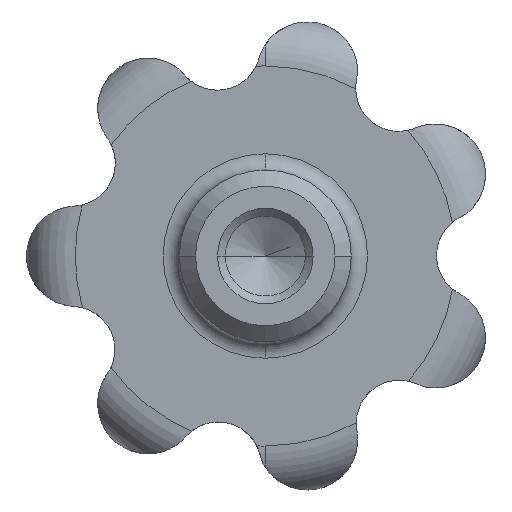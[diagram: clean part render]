
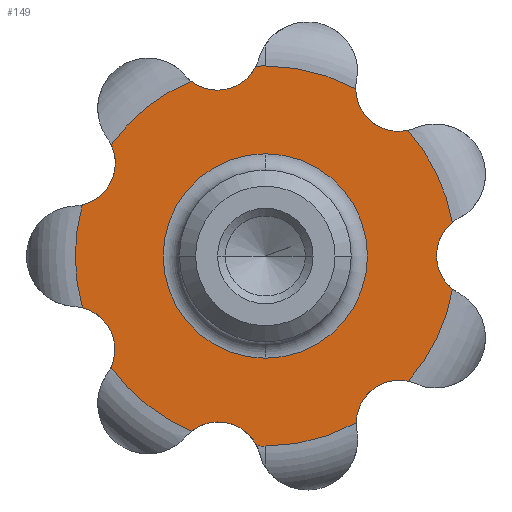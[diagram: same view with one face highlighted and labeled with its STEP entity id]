
A CAD part, front view. The second image highlights one B-rep face of the part: STEP entity #149.
In plain terms, the highlighted planar face has unit normal (0, -1, 0).
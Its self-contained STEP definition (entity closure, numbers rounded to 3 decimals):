
#149 = ADVANCED_FACE( '', ( #300, #301 ), #302, .T. );
#300 = FACE_OUTER_BOUND( '', #452, .T. );
#301 = FACE_BOUND( '', #453, .T. );
#302 = PLANE( '', #454 );
#452 = EDGE_LOOP( '', ( #1076, #1077, #1078, #1079, #1080, #1081, #1082, #1083, #1084, #1085, #1086, #1087, #1088, #1089, #1090, #1091 ) );
#453 = EDGE_LOOP( '', ( #1092, #1093, #1094 ) );
#454 = AXIS2_PLACEMENT_3D( '', #1095, #1096, #1097 );
#1076 = ORIENTED_EDGE( '', *, *, #1200, .T. );
#1077 = ORIENTED_EDGE( '', *, *, #1289, .F. );
#1078 = ORIENTED_EDGE( '', *, *, #1270, .T. );
#1079 = ORIENTED_EDGE( '', *, *, #1284, .F. );
#1080 = ORIENTED_EDGE( '', *, *, #1257, .T. );
#1081 = ORIENTED_EDGE( '', *, *, #1282, .F. );
#1082 = ORIENTED_EDGE( '', *, *, #1137, .F. );
#1083 = ORIENTED_EDGE( '', *, *, #1250, .T. );
#1084 = ORIENTED_EDGE( '', *, *, #1278, .F. );
#1085 = ORIENTED_EDGE( '', *, *, #1237, .T. );
#1086 = ORIENTED_EDGE( '', *, *, #1280, .F. );
#1087 = ORIENTED_EDGE( '', *, *, #1225, .T. );
#1088 = ORIENTED_EDGE( '', *, *, #1125, .F. );
#1089 = ORIENTED_EDGE( '', *, *, #1283, .F. );
#1090 = ORIENTED_EDGE( '', *, *, #1213, .T. );
#1091 = ORIENTED_EDGE( '', *, *, #1286, .F. );
#1092 = ORIENTED_EDGE( '', *, *, #1305, .T. );
#1093 = ORIENTED_EDGE( '', *, *, #1102, .T. );
#1094 = ORIENTED_EDGE( '', *, *, #1306, .T. );
#1095 = CARTESIAN_POINT( '', ( 15.3, 17., 0. ) );
#1096 = DIRECTION( '', ( 0., -1., 0. ) );
#1097 = DIRECTION( '', ( -1., 0., 0. ) );
#1102 = EDGE_CURVE( '', #1308, #1314, #1316, .T. );
#1125 = EDGE_CURVE( '', #1357, #1360, #1361, .T. );
#1137 = EDGE_CURVE( '', #1382, #1372, #1384, .T. );
#1200 = EDGE_CURVE( '', #1493, #1491, #1494, .T. );
#1213 = EDGE_CURVE( '', #1516, #1514, #1517, .T. );
#1225 = EDGE_CURVE( '', #1535, #1360, #1536, .T. );
#1237 = EDGE_CURVE( '', #1556, #1554, #1557, .T. );
#1250 = EDGE_CURVE( '', #1382, #1577, #1579, .T. );
#1257 = EDGE_CURVE( '', #1588, #1586, #1589, .T. );
#1270 = EDGE_CURVE( '', #1611, #1609, #1612, .T. );
#1278 = EDGE_CURVE( '', #1556, #1577, #1624, .T. );
#1280 = EDGE_CURVE( '', #1535, #1554, #1626, .T. );
#1282 = EDGE_CURVE( '', #1372, #1586, #1628, .T. );
#1283 = EDGE_CURVE( '', #1516, #1357, #1629, .T. );
#1284 = EDGE_CURVE( '', #1588, #1609, #1630, .T. );
#1286 = EDGE_CURVE( '', #1493, #1514, #1632, .T. );
#1289 = EDGE_CURVE( '', #1611, #1491, #1635, .T. );
#1305 = EDGE_CURVE( '', #1651, #1308, #1652, .T. );
#1306 = EDGE_CURVE( '', #1314, #1651, #1653, .T. );
#1308 = VERTEX_POINT( '', #1655 );
#1314 = VERTEX_POINT( '', #1661 );
#1316 = CIRCLE( '', #1663, 10.7 );
#1357 = VERTEX_POINT( '', #1784 );
#1360 = VERTEX_POINT( '', #1787 );
#1361 = CIRCLE( '', #1788, 19.9 );
#1372 = VERTEX_POINT( '', #1839 );
#1382 = VERTEX_POINT( '', #1886 );
#1384 = CIRCLE( '', #1891, 19.9 );
#1491 = VERTEX_POINT( '', #2307 );
#1493 = VERTEX_POINT( '', #2312 );
#1494 = CIRCLE( '', #2313, 4.5 );
#1514 = VERTEX_POINT( '', #2408 );
#1516 = VERTEX_POINT( '', #2415 );
#1517 = CIRCLE( '', #2416, 4.5 );
#1535 = VERTEX_POINT( '', #2511 );
#1536 = CIRCLE( '', #2512, 4.5 );
#1554 = VERTEX_POINT( '', #2604 );
#1556 = VERTEX_POINT( '', #2609 );
#1557 = CIRCLE( '', #2610, 4.5 );
#1577 = VERTEX_POINT( '', #2701 );
#1579 = CIRCLE( '', #2708, 4.5 );
#1586 = VERTEX_POINT( '', #2740 );
#1588 = VERTEX_POINT( '', #2745 );
#1589 = CIRCLE( '', #2746, 4.5 );
#1609 = VERTEX_POINT( '', #2841 );
#1611 = VERTEX_POINT( '', #2846 );
#1612 = CIRCLE( '', #2847, 4.5 );
#1624 = CIRCLE( '', #2900, 19.9 );
#1626 = CIRCLE( '', #2902, 19.9 );
#1628 = CIRCLE( '', #2904, 19.9 );
#1629 = CIRCLE( '', #2905, 19.9 );
#1630 = CIRCLE( '', #2906, 19.9 );
#1632 = CIRCLE( '', #2908, 19.9 );
#1635 = CIRCLE( '', #2911, 19.9 );
#1651 = VERTEX_POINT( '', #2927 );
#1652 = CIRCLE( '', #2928, 10.7 );
#1653 = CIRCLE( '', #2929, 10.7 );
#1655 = CARTESIAN_POINT( '', ( 0., 17., -10.7 ) );
#1661 = CARTESIAN_POINT( '', ( 0., 17., 10.7 ) );
#1663 = AXIS2_PLACEMENT_3D( '', #2942, #2943, #2944 );
#1784 = CARTESIAN_POINT( '', ( 0., 17., 19.9 ) );
#1787 = CARTESIAN_POINT( '', ( 9.462, 17., 17.507 ) );
#1788 = AXIS2_PLACEMENT_3D( '', #2979, #2980, #2981 );
#1839 = CARTESIAN_POINT( '', ( 0., 17., -19.9 ) );
#1886 = CARTESIAN_POINT( '', ( 9.523, 17., -17.473 ) );
#1891 = AXIS2_PLACEMENT_3D( '', #2991, #2992, #2993 );
#2307 = CARTESIAN_POINT( '', ( -19.168, 17., 5.348 ) );
#2312 = CARTESIAN_POINT( '', ( -16.138, 17., 11.643 ) );
#2313 = AXIS2_PLACEMENT_3D( '', #3041, #3042, #3043 );
#2408 = CARTESIAN_POINT( '', ( -7.779, 17., 18.317 ) );
#2415 = CARTESIAN_POINT( '', ( -0.969, 17., 19.876 ) );
#2416 = AXIS2_PLACEMENT_3D( '', #3047, #3048, #3049 );
#2511 = CARTESIAN_POINT( '', ( 14.929, 17., 13.158 ) );
#2512 = AXIS2_PLACEMENT_3D( '', #3053, #3054, #3055 );
#2604 = CARTESIAN_POINT( '', ( 19.585, 17., 3.527 ) );
#2609 = CARTESIAN_POINT( '', ( 19.597, 17., -3.459 ) );
#2610 = AXIS2_PLACEMENT_3D( '', #3059, #3060, #3061 );
#2701 = CARTESIAN_POINT( '', ( 14.975, 17., -13.105 ) );
#2708 = AXIS2_PLACEMENT_3D( '', #3065, #3066, #3067 );
#2740 = CARTESIAN_POINT( '', ( -0.899, 17., -19.88 ) );
#2745 = CARTESIAN_POINT( '', ( -7.715, 17., -18.344 ) );
#2746 = AXIS2_PLACEMENT_3D( '', #3071, #3072, #3073 );
#2841 = CARTESIAN_POINT( '', ( -16.145, 17., -11.634 ) );
#2846 = CARTESIAN_POINT( '', ( -19.146, 17., -5.427 ) );
#2847 = AXIS2_PLACEMENT_3D( '', #3077, #3078, #3079 );
#2900 = AXIS2_PLACEMENT_3D( '', #3081, #3082, #3083 );
#2902 = AXIS2_PLACEMENT_3D( '', #3087, #3088, #3089 );
#2904 = AXIS2_PLACEMENT_3D( '', #3093, #3094, #3095 );
#2905 = AXIS2_PLACEMENT_3D( '', #3096, #3097, #3098 );
#2906 = AXIS2_PLACEMENT_3D( '', #3099, #3100, #3101 );
#2908 = AXIS2_PLACEMENT_3D( '', #3105, #3106, #3107 );
#2911 = AXIS2_PLACEMENT_3D( '', #3114, #3115, #3116 );
#2927 = CARTESIAN_POINT( '', ( 10.7, 17., 0. ) );
#2928 = AXIS2_PLACEMENT_3D( '', #3162, #3163, #3164 );
#2929 = AXIS2_PLACEMENT_3D( '', #3165, #3166, #3167 );
#2942 = CARTESIAN_POINT( '', ( 0., 17., 0. ) );
#2943 = DIRECTION( '', ( 0., 1., 0. ) );
#2944 = DIRECTION( '', ( 1., 0., 0. ) );
#2979 = CARTESIAN_POINT( '', ( 0., 17., 0. ) );
#2980 = DIRECTION( '', ( 0., 1., 0. ) );
#2981 = DIRECTION( '', ( 1., 0., 0. ) );
#2991 = CARTESIAN_POINT( '', ( 0., 17., 0. ) );
#2992 = DIRECTION( '', ( 0., 1., 0. ) );
#2993 = DIRECTION( '', ( 1., 0., 0. ) );
#3041 = CARTESIAN_POINT( '', ( -20.209, 17., 9.726 ) );
#3042 = DIRECTION( '', ( 0., 1., 0. ) );
#3043 = DIRECTION( '', ( 0.103, 0., -0.995 ) );
#3047 = CARTESIAN_POINT( '', ( -5.007, 17., 21.862 ) );
#3048 = DIRECTION( '', ( 0., 1., 0. ) );
#3049 = DIRECTION( '', ( -0.713, 0., -0.701 ) );
#3053 = CARTESIAN_POINT( '', ( 13.962, 17., 17.552 ) );
#3054 = DIRECTION( '', ( 0., 1., 0. ) );
#3055 = DIRECTION( '', ( -0.993, 0., 0.12 ) );
#3059 = CARTESIAN_POINT( '', ( 22.428, 17., 0.039 ) );
#3060 = DIRECTION( '', ( 0., 1., 0. ) );
#3061 = DIRECTION( '', ( -0.525, 0., 0.851 ) );
#3065 = CARTESIAN_POINT( '', ( 14.023, 17., -17.503 ) );
#3066 = DIRECTION( '', ( 0., 1., 0. ) );
#3067 = DIRECTION( '', ( 0.337, 0., 0.941 ) );
#3071 = CARTESIAN_POINT( '', ( -4.931, 17., -21.879 ) );
#3072 = DIRECTION( '', ( 0., 1., 0. ) );
#3073 = DIRECTION( '', ( 0.946, 0., 0.324 ) );
#3077 = CARTESIAN_POINT( '', ( -20.25, 17., -9.789 ) );
#3078 = DIRECTION( '', ( 0., 1., 0. ) );
#3079 = DIRECTION( '', ( 0.839, 0., -0.544 ) );
#3081 = CARTESIAN_POINT( '', ( 0., 17., 0. ) );
#3082 = DIRECTION( '', ( 0., 1., 0. ) );
#3083 = DIRECTION( '', ( 1., 0., 0. ) );
#3087 = CARTESIAN_POINT( '', ( 0., 17., 0. ) );
#3088 = DIRECTION( '', ( 0., 1., 0. ) );
#3089 = DIRECTION( '', ( 1., 0., 0. ) );
#3093 = CARTESIAN_POINT( '', ( 0., 17., 0. ) );
#3094 = DIRECTION( '', ( 0., 1., 0. ) );
#3095 = DIRECTION( '', ( 1., 0., 0. ) );
#3096 = CARTESIAN_POINT( '', ( 0., 17., 0. ) );
#3097 = DIRECTION( '', ( 0., 1., 0. ) );
#3098 = DIRECTION( '', ( 1., 0., 0. ) );
#3099 = CARTESIAN_POINT( '', ( 0., 17., 0. ) );
#3100 = DIRECTION( '', ( 0., 1., 0. ) );
#3101 = DIRECTION( '', ( 1., 0., 0. ) );
#3105 = CARTESIAN_POINT( '', ( 0., 17., 0. ) );
#3106 = DIRECTION( '', ( 0., 1., 0. ) );
#3107 = DIRECTION( '', ( 1., 0., 0. ) );
#3114 = CARTESIAN_POINT( '', ( 0., 17., 0. ) );
#3115 = DIRECTION( '', ( 0., 1., 0. ) );
#3116 = DIRECTION( '', ( 1., 0., 0. ) );
#3162 = CARTESIAN_POINT( '', ( 0., 17., 0. ) );
#3163 = DIRECTION( '', ( 0., 1., 0. ) );
#3164 = DIRECTION( '', ( 1., 0., 0. ) );
#3165 = CARTESIAN_POINT( '', ( 0., 17., 0. ) );
#3166 = DIRECTION( '', ( 0., 1., 0. ) );
#3167 = DIRECTION( '', ( 1., 0., 0. ) );
